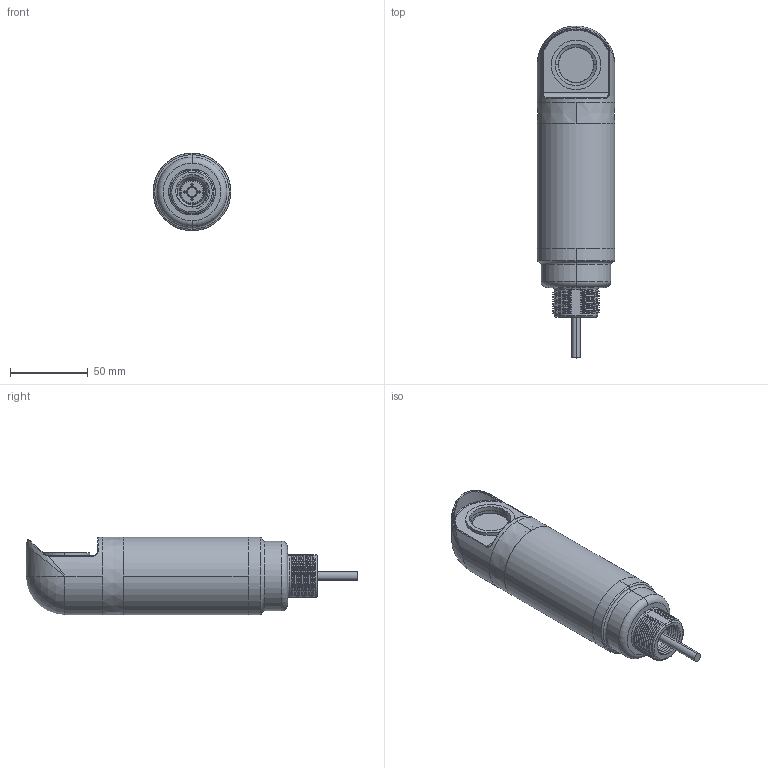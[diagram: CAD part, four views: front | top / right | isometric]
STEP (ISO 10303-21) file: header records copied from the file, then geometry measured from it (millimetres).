
FILE_DESCRIPTION((''),'2;1');
FILE_NAME('154246_SW','2010-09-20T',('banengservice'),('BANNER ENGINEERING'),'PRO/ENGINEER BY PARAMETRIC TECHNOLOGY CORPORATION, 2009141','PRO/ENGINEER BY PARAMETRIC TECHNOLOGY CORPORATION, 2009141','');
FILE_SCHEMA(('CONFIG_CONTROL_DESIGN'));
Products named in the file (1): 154246_SW
Bounding box: 50 x 213.5 x 50 mm (x, y, z)
Volume: 52140.5 mm3; surface area: 73716.2 mm2
Topology: 4 solids, 5 shells, 832 faces, 2226 edges, 1434 vertices
Faces by surface type: plane 291, cylinder 221, bspline 216, cone 52, torus 48, sphere 4
Entity records: 58644 total; most frequent: CARTESIAN_POINT 39558, ORIENTED_EDGE 4448, DIRECTION 3249, EDGE_CURVE 2224, VERTEX_POINT 1434, AXIS2_PLACEMENT_3D 1196, EDGE_LOOP 888, VECTOR 857
